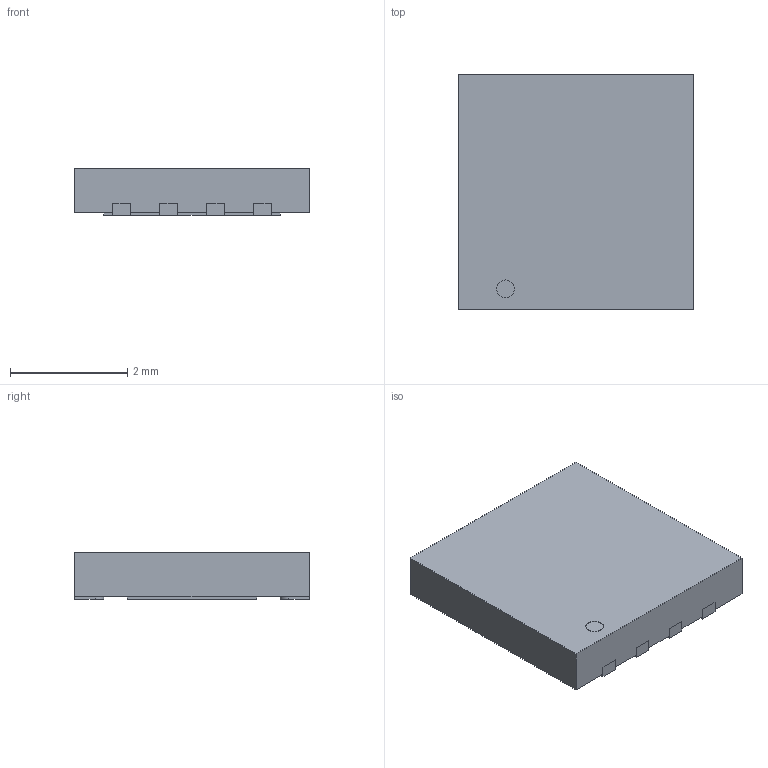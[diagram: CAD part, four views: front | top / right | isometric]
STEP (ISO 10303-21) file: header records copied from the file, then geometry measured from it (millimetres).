
FILE_DESCRIPTION (( 'STEP AP214' ), '1' );
FILE_NAME ('User Library-8-SON (JEDEC MO-229).STEP', '2015-11-17T22:34:58', ( 'Windows User' ), ( '' ), 'SwSTEP 2.0', 'SolidWorks 2016', '' );
FILE_SCHEMA (( 'AUTOMOTIVE_DESIGN' ));
Length unit declared in the file: millimetre
Products named in the file (1): User Library-8-SON (JEDEC MO-229)
Bounding box: 4 x 4 x 0.8 mm (x, y, z)
Volume: 12.4 mm3; surface area: 45.1 mm2
Topology: 1 solids, 1 shells, 54 faces, 150 edges, 100 vertices
Faces by surface type: plane 44, cylinder 10
Entity records: 1967 total; most frequent: CARTESIAN_POINT 489, ORIENTED_EDGE 300, DIRECTION 240, EDGE_CURVE 150, LINE 122, VECTOR 122, VERTEX_POINT 100, AXIS2_PLACEMENT_3D 59
